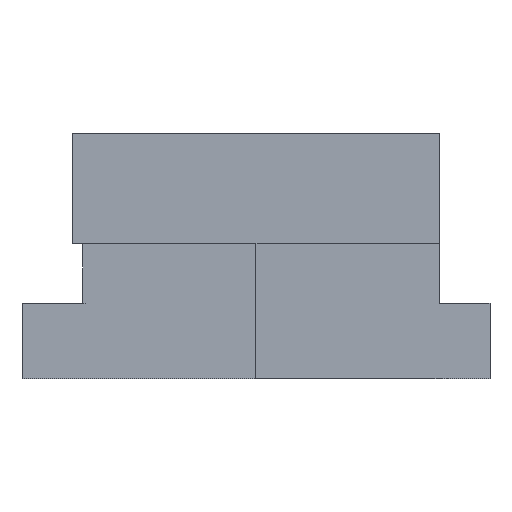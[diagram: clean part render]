
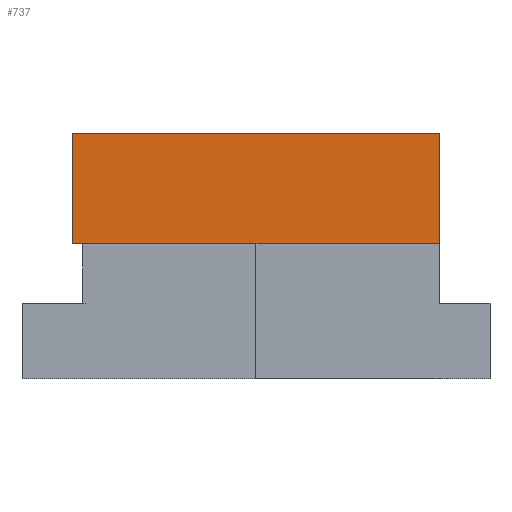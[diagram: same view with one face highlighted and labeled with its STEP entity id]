
A CAD part, front view. The second image highlights one B-rep face of the part: STEP entity #737.
In plain terms, the highlighted planar face has unit normal (0, -1, 0).
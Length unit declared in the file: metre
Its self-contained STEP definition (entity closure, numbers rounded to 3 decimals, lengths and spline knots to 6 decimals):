
#246=ORIENTED_EDGE('',*,*,#306,.F.);
#247=ORIENTED_EDGE('',*,*,#323,.T.);
#248=ORIENTED_EDGE('',*,*,#364,.F.);
#249=ORIENTED_EDGE('',*,*,#365,.T.);
#306=EDGE_CURVE('',#404,#405,#466,.T.);
#323=EDGE_CURVE('',#404,#417,#480,.T.);
#364=EDGE_CURVE('',#435,#417,#507,.T.);
#365=EDGE_CURVE('',#435,#405,#508,.T.);
#404=VERTEX_POINT('',#1094);
#405=VERTEX_POINT('',#1096);
#417=VERTEX_POINT('',#1132);
#435=VERTEX_POINT('',#1300);
#466=LINE('',#1095,#540);
#480=LINE('',#1133,#554);
#507=LINE('',#1299,#581);
#508=LINE('',#1301,#582);
#540=VECTOR('',#877,1.);
#554=VECTOR('',#897,1.);
#581=VECTOR('',#990,1.);
#582=VECTOR('',#991,1.);
#625=EDGE_LOOP('',(#246,#247,#248,#249));
#671=FACE_BOUND('',#625,.T.);
#698=PLANE('',#807);
#737=ADVANCED_FACE('',(#671),#698,.T.);
#807=AXIS2_PLACEMENT_3D('',#1298,#988,#989);
#877=DIRECTION('',(0.,0.,-1.));
#897=DIRECTION('',(-1.,0.,0.));
#988=DIRECTION('',(0.,-1.,0.));
#989=DIRECTION('',(1.,0.,0.));
#990=DIRECTION('',(0.,0.,1.));
#991=DIRECTION('',(1.,0.,0.));
#1094=CARTESIAN_POINT('',(0.00485,-0.023436,0.00293));
#1095=CARTESIAN_POINT('',(0.00485,-0.023436,0.00293));
#1096=CARTESIAN_POINT('',(0.00485,-0.023436,0.));
#1132=CARTESIAN_POINT('',(-0.00485,-0.023436,0.00293));
#1133=CARTESIAN_POINT('',(0.001345,-0.023436,0.00293));
#1298=CARTESIAN_POINT('',(0.001345,-0.023436,0.00293));
#1299=CARTESIAN_POINT('',(-0.00485,-0.023436,0.00293));
#1300=CARTESIAN_POINT('',(-0.00485,-0.023436,0.));
#1301=CARTESIAN_POINT('',(0.,-0.023436,0.));
